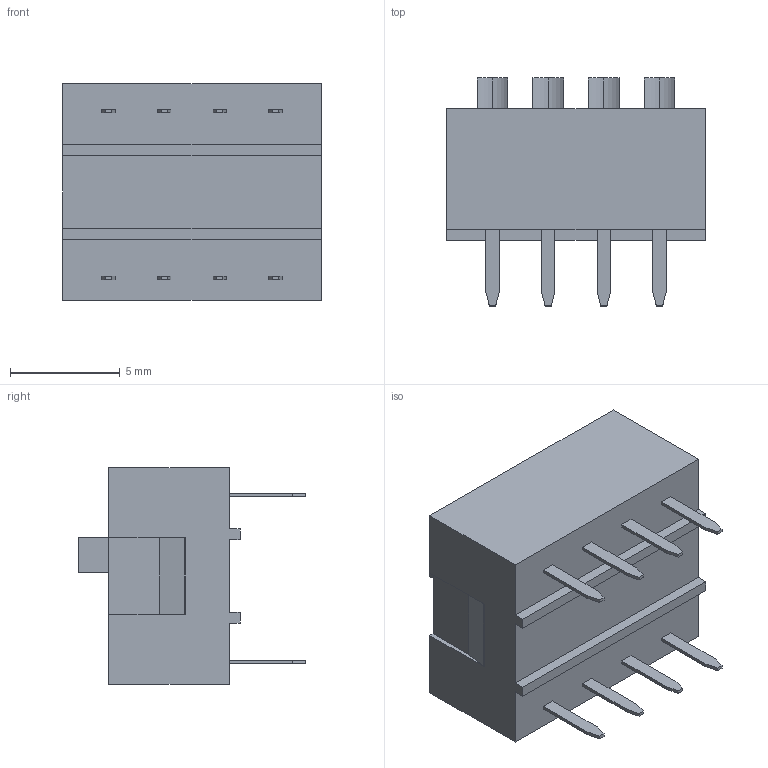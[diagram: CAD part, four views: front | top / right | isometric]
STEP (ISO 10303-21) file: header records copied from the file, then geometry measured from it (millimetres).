
FILE_DESCRIPTION (( 'STEP AP214' ), '1' );
FILE_NAME ('DS-4.STEP', '2019-01-16T14:36:02', ( '' ), ( '' ), 'SwSTEP 2.0', 'SolidWorks 2018', '' );
FILE_SCHEMA (( 'AUTOMOTIVE_DESIGN' ));
Length unit declared in the file: millimetre
Products named in the file (1): DS-4
Bounding box: 11.82 x 10.4 x 9.9 mm (x, y, z)
Volume: 645.6 mm3; surface area: 611.8 mm2
Topology: 1 solids, 1 shells, 209 faces, 545 edges, 358 vertices
Faces by surface type: plane 163, bspline 34, cylinder 12
Entity records: 10004 total; most frequent: CARTESIAN_POINT 3187, ORIENTED_EDGE 1090, DIRECTION 853, EDGE_CURVE 545, VECTOR 453, LINE 453, VERTEX_POINT 358, EDGE_LOOP 229
